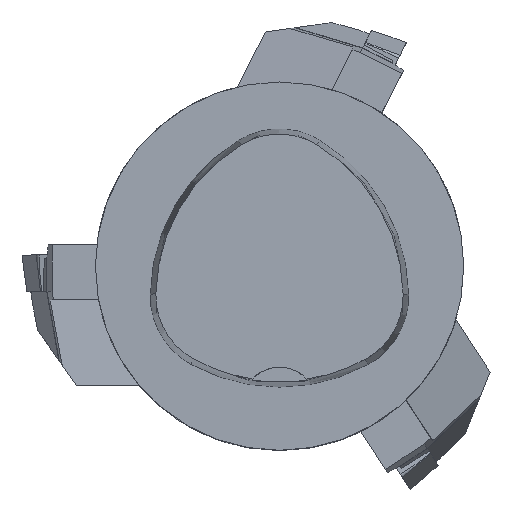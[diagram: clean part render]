
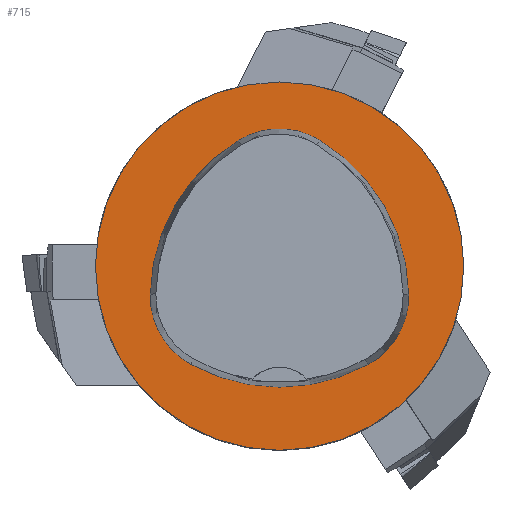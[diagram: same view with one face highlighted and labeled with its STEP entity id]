
A CAD part, top view. The second image highlights one B-rep face of the part: STEP entity #715.
In plain terms, the highlighted planar face has unit normal (0, 0, 1).
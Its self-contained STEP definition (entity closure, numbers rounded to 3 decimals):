
#197=PLANE('',#2431);
#602=FACE_BOUND('',#955,.T.);
#603=FACE_BOUND('',#956,.T.);
#715=ADVANCED_FACE('',(#602,#603),#197,.T.);
#955=EDGE_LOOP('',(#1324,#1325,#1326,#1327,#1328,#1329));
#956=EDGE_LOOP('',(#1330));
#1067=CIRCLE('',#2408,20.);
#1069=CIRCLE('',#2411,8.5);
#1071=CIRCLE('',#2414,20.);
#1073=CIRCLE('',#2417,8.5);
#1077=CIRCLE('',#2422,20.);
#1079=CIRCLE('',#2425,8.5);
#1082=CIRCLE('',#2430,20.);
#1324=ORIENTED_EDGE('',*,*,#1995,.T.);
#1325=ORIENTED_EDGE('',*,*,#1975,.T.);
#1326=ORIENTED_EDGE('',*,*,#1979,.T.);
#1327=ORIENTED_EDGE('',*,*,#1982,.T.);
#1328=ORIENTED_EDGE('',*,*,#1985,.T.);
#1329=ORIENTED_EDGE('',*,*,#1993,.T.);
#1330=ORIENTED_EDGE('',*,*,#1998,.F.);
#1753=VERTEX_POINT('',#3443);
#1754=VERTEX_POINT('',#3444);
#1757=VERTEX_POINT('',#3452);
#1759=VERTEX_POINT('',#3458);
#1761=VERTEX_POINT('',#3464);
#1768=VERTEX_POINT('',#3485);
#1769=VERTEX_POINT('',#3495);
#1975=EDGE_CURVE('',#1753,#1754,#1067,.T.);
#1979=EDGE_CURVE('',#1754,#1757,#1069,.T.);
#1982=EDGE_CURVE('',#1757,#1759,#1071,.T.);
#1985=EDGE_CURVE('',#1759,#1761,#1073,.T.);
#1993=EDGE_CURVE('',#1761,#1768,#1077,.T.);
#1995=EDGE_CURVE('',#1768,#1753,#1079,.T.);
#1998=EDGE_CURVE('',#1769,#1769,#1082,.T.);
#2408=AXIS2_PLACEMENT_3D('',#3442,#2749,#2750);
#2411=AXIS2_PLACEMENT_3D('',#3451,#2757,#2758);
#2414=AXIS2_PLACEMENT_3D('',#3457,#2764,#2765);
#2417=AXIS2_PLACEMENT_3D('',#3463,#2771,#2772);
#2422=AXIS2_PLACEMENT_3D('',#3486,#2783,#2784);
#2425=AXIS2_PLACEMENT_3D('',#3489,#2789,#2790);
#2430=AXIS2_PLACEMENT_3D('',#3494,#2799,#2800);
#2431=AXIS2_PLACEMENT_3D('',#3496,#2801,#2802);
#2749=DIRECTION('',(0.,0.,-1.));
#2750=DIRECTION('',(-1.,0.,0.));
#2757=DIRECTION('',(0.,0.,-1.));
#2758=DIRECTION('',(-1.,0.,0.));
#2764=DIRECTION('',(0.,0.,-1.));
#2765=DIRECTION('',(-1.,0.,0.));
#2771=DIRECTION('',(0.,0.,-1.));
#2772=DIRECTION('',(-1.,0.,0.));
#2783=DIRECTION('',(0.,0.,-1.));
#2784=DIRECTION('',(-1.,0.,0.));
#2789=DIRECTION('',(0.,0.,-1.));
#2790=DIRECTION('',(-1.,0.,0.));
#2799=DIRECTION('',(0.,0.,-1.));
#2800=DIRECTION('',(-1.,0.,0.));
#2801=DIRECTION('',(0.,0.,1.));
#2802=DIRECTION('',(1.,0.,0.));
#3442=CARTESIAN_POINT('',(5.955,-3.414,0.));
#3443=CARTESIAN_POINT('',(-14.041,-3.042,0.));
#3444=CARTESIAN_POINT('',(-4.472,13.653,0.));
#3451=CARTESIAN_POINT('',(-0.04,6.4,0.));
#3452=CARTESIAN_POINT('',(4.347,13.68,0.));
#3457=CARTESIAN_POINT('',(-5.976,-3.45,0.));
#3458=CARTESIAN_POINT('',(14.021,-3.075,0.));
#3463=CARTESIAN_POINT('',(5.522,-3.235,0.));
#3464=CARTESIAN_POINT('',(9.588,-10.699,0.));
#3485=CARTESIAN_POINT('',(-9.655,-10.639,0.));
#3486=CARTESIAN_POINT('',(0.022,6.864,0.));
#3489=CARTESIAN_POINT('',(-5.543,-3.2,0.));
#3494=CARTESIAN_POINT('',(0.,0.,0.));
#3495=CARTESIAN_POINT('',(-20.,0.,0.));
#3496=CARTESIAN_POINT('',(0.,0.,0.));
